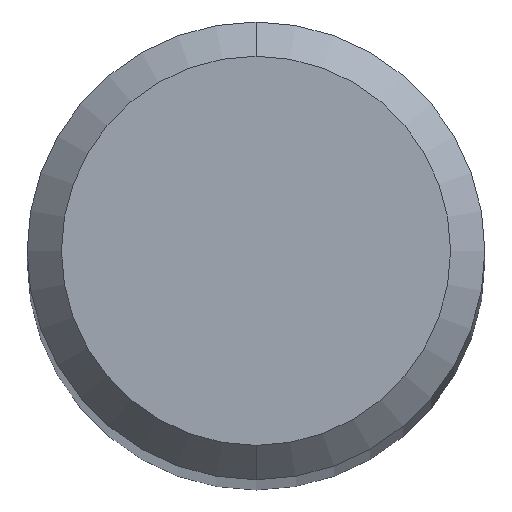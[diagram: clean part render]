
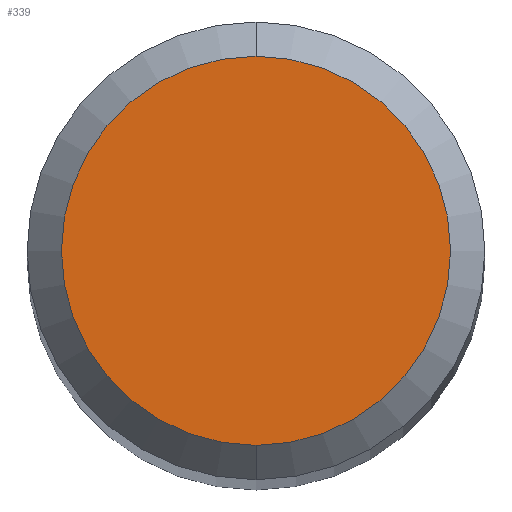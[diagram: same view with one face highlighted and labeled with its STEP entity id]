
A CAD part, top view. The second image highlights one B-rep face of the part: STEP entity #339.
In plain terms, the highlighted planar face has unit normal (0, 0, 1).
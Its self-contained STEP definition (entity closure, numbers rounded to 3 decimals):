
#291=VERTEX_POINT('',#610);
#339=ADVANCED_FACE('',(#663),#664,.T.);
#369=EDGE_CURVE('',#291,#407,#696,.T.);
#407=VERTEX_POINT('',#737);
#459=EDGE_CURVE('',#407,#291,#795,.T.);
#610=CARTESIAN_POINT('',(0.,-1.7,0.0));
#663=FACE_OUTER_BOUND('',#1207,.T.);
#664=PLANE('',#1208);
#696=CIRCLE('',#1265,1.7);
#737=CARTESIAN_POINT('',(0.0,1.7,0.0));
#795=CIRCLE('',#1438,1.7);
#1207=EDGE_LOOP('',(#1646,#1647));
#1208=AXIS2_PLACEMENT_3D('',#1648,#1649,#1650);
#1265=AXIS2_PLACEMENT_3D('',#1677,#1678,#1679);
#1438=AXIS2_PLACEMENT_3D('',#1796,#1797,#1798);
#1646=ORIENTED_EDGE('',*,*,#459,.F.);
#1647=ORIENTED_EDGE('',*,*,#369,.F.);
#1648=CARTESIAN_POINT('',(0.0,0.85,0.0));
#1649=DIRECTION('',(-0.0,0.0,1.0));
#1650=DIRECTION('',(0.0,-1.0,0.0));
#1677=CARTESIAN_POINT('',(0.0,0.0,0.0));
#1678=DIRECTION('',(0.0,0.0,-1.0));
#1679=DIRECTION('',(0.0,1.0,0.0));
#1796=CARTESIAN_POINT('',(0.0,0.0,0.0));
#1797=DIRECTION('',(0.0,0.0,-1.0));
#1798=DIRECTION('',(0.0,1.0,0.0));
